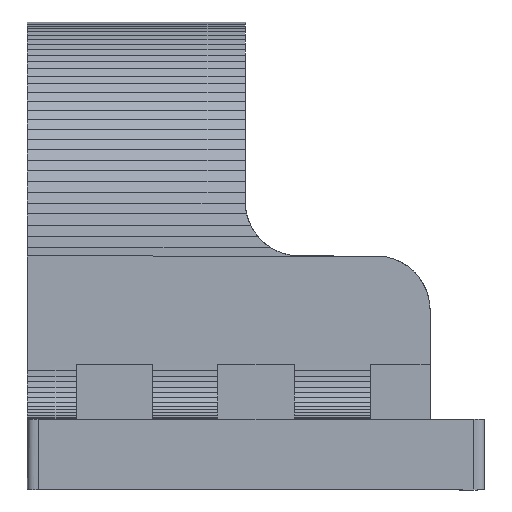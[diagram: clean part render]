
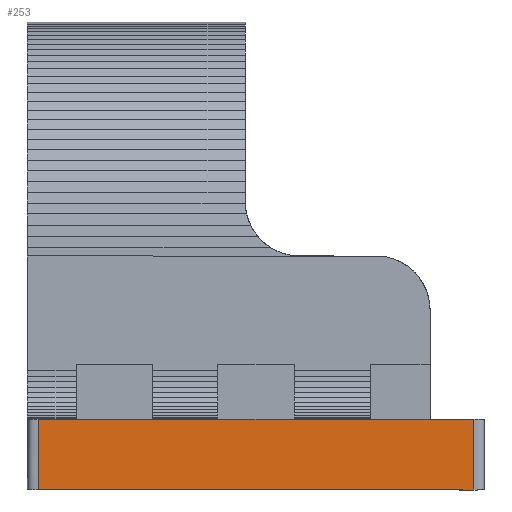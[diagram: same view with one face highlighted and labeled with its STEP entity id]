
A CAD part, front view. The second image highlights one B-rep face of the part: STEP entity #253.
In plain terms, the highlighted planar face has unit normal (0, -1, 0).
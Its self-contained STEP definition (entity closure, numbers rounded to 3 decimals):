
#253=ADVANCED_FACE('',(#528),#4322,.T.);
#528=FACE_OUTER_BOUND('',#803,.T.);
#803=EDGE_LOOP('',(#2210,#2211,#2212,#2213,#2214,#2215,#2216,#2217,#2218,
#2219));
#2210=ORIENTED_EDGE('',*,*,#2946,.T.);
#2211=ORIENTED_EDGE('',*,*,#2944,.T.);
#2212=ORIENTED_EDGE('',*,*,#2947,.F.);
#2213=ORIENTED_EDGE('',*,*,#2625,.F.);
#2214=ORIENTED_EDGE('',*,*,#2870,.F.);
#2215=ORIENTED_EDGE('',*,*,#2698,.F.);
#2216=ORIENTED_EDGE('',*,*,#2699,.F.);
#2217=ORIENTED_EDGE('',*,*,#2641,.F.);
#2218=ORIENTED_EDGE('',*,*,#2621,.F.);
#2219=ORIENTED_EDGE('',*,*,#2945,.F.);
#2621=EDGE_CURVE('',#3929,#3930,#3410,.T.);
#2625=EDGE_CURVE('',#3937,#4154,#3414,.T.);
#2641=EDGE_CURVE('',#3930,#3968,#3430,.T.);
#2698=EDGE_CURVE('',#3969,#4099,#3487,.T.);
#2699=EDGE_CURVE('',#3968,#3969,#3488,.T.);
#2870=EDGE_CURVE('',#4099,#3937,#3659,.T.);
#2944=EDGE_CURVE('',#4150,#4149,#3682,.T.);
#2945=EDGE_CURVE('',#4152,#3929,#3683,.T.);
#2946=EDGE_CURVE('',#4152,#4150,#3684,.T.);
#2947=EDGE_CURVE('',#4154,#4149,#3685,.T.);
#3410=B_SPLINE_CURVE_WITH_KNOTS('',1,(#7001,#7002),.UNSPECIFIED.,.F.,.F.,
(2,2),(4.5,11.5),.UNSPECIFIED.);
#3414=B_SPLINE_CURVE_WITH_KNOTS('',1,(#7009,#7010),.UNSPECIFIED.,.F.,.F.,
(2,2),(38.5,41.),.UNSPECIFIED.);
#3430=B_SPLINE_CURVE_WITH_KNOTS('',1,(#7041,#7042),.UNSPECIFIED.,.F.,.F.,
(2,2),(11.5,17.5),.UNSPECIFIED.);
#3487=B_SPLINE_CURVE_WITH_KNOTS('',1,(#7155,#7156),.UNSPECIFIED.,.F.,.F.,
(2,2),(24.5,31.5),.UNSPECIFIED.);
#3488=B_SPLINE_CURVE_WITH_KNOTS('',1,(#7157,#7158),.UNSPECIFIED.,.F.,.F.,
(2,2),(17.5,24.5),.UNSPECIFIED.);
#3659=B_SPLINE_CURVE_WITH_KNOTS('',1,(#7503,#7504,#7505),.UNSPECIFIED.,
 .F.,.F.,(2,1,2),(31.5,37.,38.5),.UNSPECIFIED.);
#3682=B_SPLINE_CURVE_WITH_KNOTS('',1,(#7722,#7723),.UNSPECIFIED.,.F.,.F.,
(2,2),(1.,41.),.UNSPECIFIED.);
#3683=B_SPLINE_CURVE_WITH_KNOTS('',1,(#7724,#7725),.UNSPECIFIED.,.F.,.F.,
(2,2),(1.,4.5),.UNSPECIFIED.);
#3684=B_SPLINE_CURVE_WITH_KNOTS('',1,(#7726,#7727),.UNSPECIFIED.,.F.,.F.,
(2,2),(0.,6.5),.UNSPECIFIED.);
#3685=B_SPLINE_CURVE_WITH_KNOTS('',1,(#7728,#7729),.UNSPECIFIED.,.F.,.F.,
(2,2),(0.,6.5),.UNSPECIFIED.);
#3929=VERTEX_POINT('',#5704);
#3930=VERTEX_POINT('',#5705);
#3937=VERTEX_POINT('',#5712);
#3968=VERTEX_POINT('',#5743);
#3969=VERTEX_POINT('',#5744);
#4099=VERTEX_POINT('',#5874);
#4149=VERTEX_POINT('',#5924);
#4150=VERTEX_POINT('',#5925);
#4152=VERTEX_POINT('',#5927);
#4154=VERTEX_POINT('',#5929);
#4322=PLANE('',#4567);
#4567=AXIS2_PLACEMENT_3D('',#5007,#4757,$);
#4757=DIRECTION('',(0.,-1.,0.));
#5007=CARTESIAN_POINT('',(1114.682,-54.5,0.));
#5704=CARTESIAN_POINT('',(1119.182,-54.5,0.));
#5705=CARTESIAN_POINT('',(1126.182,-54.5,0.));
#5712=CARTESIAN_POINT('',(1153.182,-54.5,0.));
#5743=CARTESIAN_POINT('',(1132.182,-54.5,0.));
#5744=CARTESIAN_POINT('',(1139.182,-54.5,0.));
#5874=CARTESIAN_POINT('',(1146.182,-54.5,0.));
#5924=CARTESIAN_POINT('',(1155.682,-54.5,-6.5));
#5925=CARTESIAN_POINT('',(1115.682,-54.5,-6.5));
#5927=CARTESIAN_POINT('',(1115.682,-54.5,0.));
#5929=CARTESIAN_POINT('',(1155.682,-54.5,0.));
#7001=CARTESIAN_POINT('',(1119.182,-54.5,0.));
#7002=CARTESIAN_POINT('',(1126.182,-54.5,0.));
#7009=CARTESIAN_POINT('',(1153.182,-54.5,0.));
#7010=CARTESIAN_POINT('',(1155.682,-54.5,0.));
#7041=CARTESIAN_POINT('',(1126.182,-54.5,0.));
#7042=CARTESIAN_POINT('',(1132.182,-54.5,0.));
#7155=CARTESIAN_POINT('',(1139.182,-54.5,0.));
#7156=CARTESIAN_POINT('',(1146.182,-54.5,0.));
#7157=CARTESIAN_POINT('',(1132.182,-54.5,0.));
#7158=CARTESIAN_POINT('',(1139.182,-54.5,0.));
#7503=CARTESIAN_POINT('',(1146.182,-54.5,0.));
#7504=CARTESIAN_POINT('',(1151.682,-54.5,0.));
#7505=CARTESIAN_POINT('',(1153.182,-54.5,0.));
#7722=CARTESIAN_POINT('',(1115.682,-54.5,-6.5));
#7723=CARTESIAN_POINT('',(1155.682,-54.5,-6.5));
#7724=CARTESIAN_POINT('',(1115.682,-54.5,0.));
#7725=CARTESIAN_POINT('',(1119.182,-54.5,0.));
#7726=CARTESIAN_POINT('',(1115.682,-54.5,0.));
#7727=CARTESIAN_POINT('',(1115.682,-54.5,-6.5));
#7728=CARTESIAN_POINT('',(1155.682,-54.5,0.));
#7729=CARTESIAN_POINT('',(1155.682,-54.5,-6.5));
